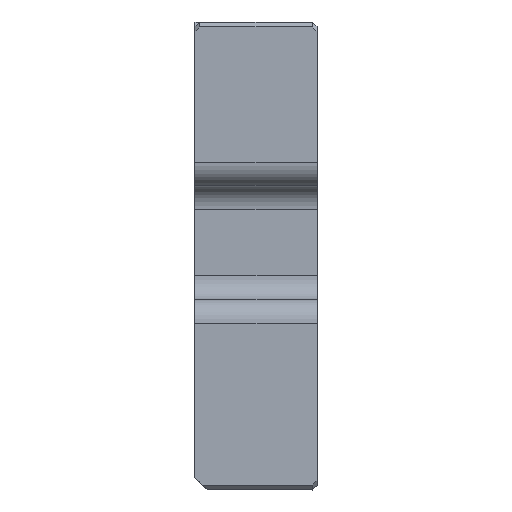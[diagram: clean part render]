
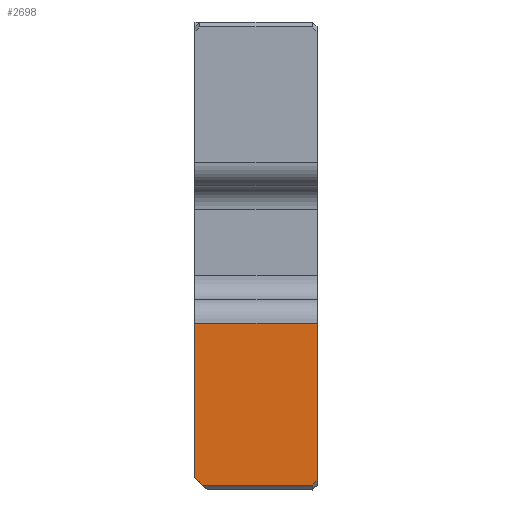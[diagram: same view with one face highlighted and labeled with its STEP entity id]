
A CAD part, left-side view. The second image highlights one B-rep face of the part: STEP entity #2698.
In plain terms, the highlighted planar face has unit normal (-1, 0, 0).
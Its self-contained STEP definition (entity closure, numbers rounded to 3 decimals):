
#109=PLANE('',#2926);
#226=FACE_OUTER_BOUND('',#394,.T.);
#394=EDGE_LOOP('',(#2103,#2104,#2105,#2106,#2107,#2108));
#570=LINE('',#4072,#839);
#629=LINE('',#4252,#898);
#630=LINE('',#4255,#899);
#631=LINE('',#4257,#900);
#632=LINE('',#4259,#901);
#633=LINE('',#4260,#902);
#839=VECTOR('',#3225,10.);
#898=VECTOR('',#3412,2.);
#899=VECTOR('',#3415,1000.);
#900=VECTOR('',#3416,1000.);
#901=VECTOR('',#3417,10.);
#902=VECTOR('',#3418,10.);
#1246=VERTEX_POINT('',#4069);
#1247=VERTEX_POINT('',#4071);
#1295=VERTEX_POINT('',#4248);
#1297=VERTEX_POINT('',#4254);
#1298=VERTEX_POINT('',#4256);
#1299=VERTEX_POINT('',#4258);
#1511=EDGE_CURVE('',#1246,#1247,#570,.T.);
#1595=EDGE_CURVE('',#1247,#1295,#629,.T.);
#1596=EDGE_CURVE('',#1297,#1246,#630,.T.);
#1597=EDGE_CURVE('',#1298,#1297,#631,.T.);
#1598=EDGE_CURVE('',#1298,#1299,#632,.T.);
#1599=EDGE_CURVE('',#1295,#1299,#633,.T.);
#2103=ORIENTED_EDGE('',*,*,#1595,.F.);
#2104=ORIENTED_EDGE('',*,*,#1511,.F.);
#2105=ORIENTED_EDGE('',*,*,#1596,.F.);
#2106=ORIENTED_EDGE('',*,*,#1597,.F.);
#2107=ORIENTED_EDGE('',*,*,#1598,.T.);
#2108=ORIENTED_EDGE('',*,*,#1599,.F.);
#2698=ADVANCED_FACE('',(#226),#109,.T.);
#2926=AXIS2_PLACEMENT_3D('',#4253,#3413,#3414);
#3225=DIRECTION('',(0.,0.,1.));
#3412=DIRECTION('',(0.,-1.,0.));
#3413=DIRECTION('center_axis',(-1.,0.,0.));
#3414=DIRECTION('ref_axis',(0.,0.,-1.));
#3415=DIRECTION('',(0.,0.707,0.707));
#3416=DIRECTION('',(0.,1.,0.));
#3417=DIRECTION('',(0.,-0.707,0.707));
#3418=DIRECTION('',(0.,0.,-1.));
#4069=CARTESIAN_POINT('',(-10.455,232.05,-19.25));
#4071=CARTESIAN_POINT('',(-10.455,232.05,-6.62));
#4072=CARTESIAN_POINT('',(-10.455,232.05,8.438));
#4248=CARTESIAN_POINT('',(-10.455,222.05,-6.62));
#4252=CARTESIAN_POINT('',(-10.455,222.05,-6.62));
#4253=CARTESIAN_POINT('Origin',(-10.455,226.05,18.));
#4254=CARTESIAN_POINT('',(-10.455,231.45,-19.85));
#4255=CARTESIAN_POINT('',(-10.455,239.613,-11.687));
#4256=CARTESIAN_POINT('',(-10.455,222.45,-19.85));
#4257=CARTESIAN_POINT('',(-10.455,226.05,-19.85));
#4258=CARTESIAN_POINT('',(-10.455,222.05,-19.45));
#4259=CARTESIAN_POINT('',(-10.455,213.988,-11.387));
#4260=CARTESIAN_POINT('',(-10.455,222.05,8.438));
